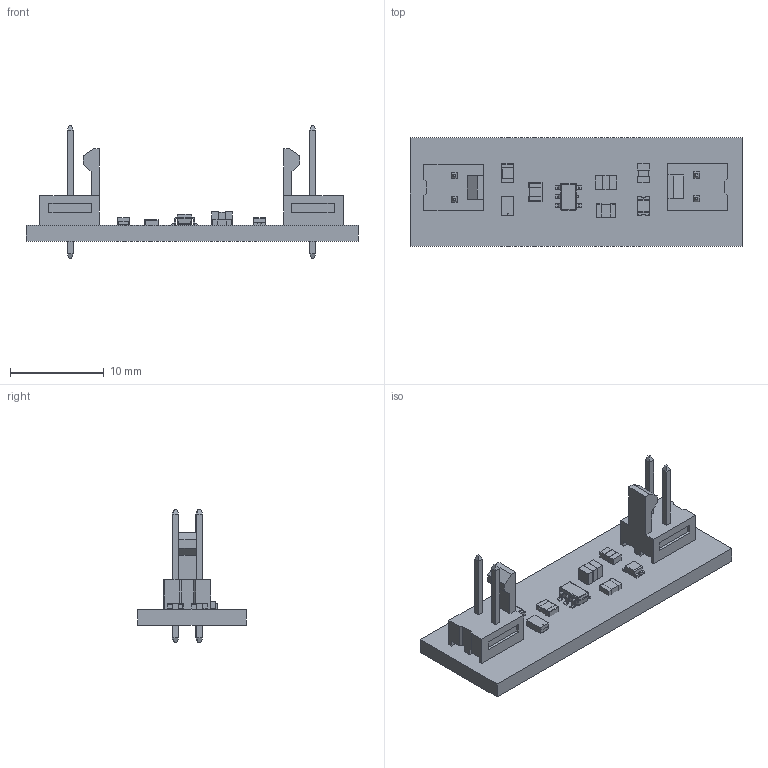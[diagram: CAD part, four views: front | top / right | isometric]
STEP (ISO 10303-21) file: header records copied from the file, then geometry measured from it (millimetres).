
FILE_DESCRIPTION(('Open CASCADE Model'),'2;1');
FILE_NAME('Open CASCADE Shape Model','2025-05-25T21:03:26',('Author'),( 'Open CASCADE'),'Open CASCADE STEP processor 7.5','Open CASCADE 7.5' ,'Unknown');
FILE_SCHEMA(('AUTOMOTIVE_DESIGN { 1 0 10303 214 1 1 1 1 }'));
Length unit declared in the file: millimetre
Products named in the file (27): PCB; Board; Open CASCADE STEP translator 7.5 2.1.1; U1; TPS79333DBVRQ1 SOT-23 (DBV0005A); BODY-SOT; LEAD-SOT; LEAD-DUMMY; R2; res 0805 300R (RC0805JR-07300RL); R1; res 0805 291R KOA (RN73R2ATTD2910B25); J2; Connector header 1X2 vertical (22232021); Open CASCADE STEP translator 7.5 2.5.1.1; Open CASCADE STEP translator 7.5 2.5.1.2; J1; D2; LED 0805 Green (LTST-C171GKT); D1; LED 0805 Red (LTST-C171KRKT); C3; cap 0805 2.2uF yageo; C2; cap 0805 0.1uF (VJ0805Y104KXAAT); C1; cap 0805 0.01uF Vishay (VJ0805Y103KXAAC)
Assembly tree (31 placements, depth 4):
  PCB
    Board
      Open CASCADE STEP translator 7.5 2.1.1
    U1
      TPS79333DBVRQ1 SOT-23 (DBV0005A)
        BODY-SOT
        LEAD-SOT  x5
        LEAD-DUMMY
    R2
      res 0805 300R (RC0805JR-07300RL)
    R1
      res 0805 291R KOA (RN73R2ATTD2910B25)
    J2
      Connector header 1X2 vertical (22232021)
        Open CASCADE STEP translator 7.5 2.5.1.1
        Open CASCADE STEP translator 7.5 2.5.1.2
    J1
      Connector header 1X2 vertical (22232021)
        Open CASCADE STEP translator 7.5 2.5.1.1
        Open CASCADE STEP translator 7.5 2.5.1.2
    D2
      LED 0805 Green (LTST-C171GKT)
    D1
      LED 0805 Red (LTST-C171KRKT)
    C3
      cap 0805 2.2uF yageo
    C2
      cap 0805 0.1uF (VJ0805Y104KXAAT)
    C1
      cap 0805 0.01uF Vishay (VJ0805Y103KXAAC)
Bounding box: 35.4 x 11.6 x 14.22 mm (x, y, z)
Volume: 930.2 mm3; surface area: 1624 mm2
Topology: 36 solids, 36 shells, 567 faces, 1349 edges, 858 vertices
Faces by surface type: plane 426, cylinder 117, sphere 24
Full cylindrical faces by diameter (mm): 0.1 x1
Entity records: 13616 total; most frequent: CARTESIAN_POINT 2449, DIRECTION 2045, ORIENTED_EDGE 2016, EDGE_CURVE 1008, LINE 801, VECTOR 801, VERTEX_POINT 636, AXIS2_PLACEMENT_3D 622
